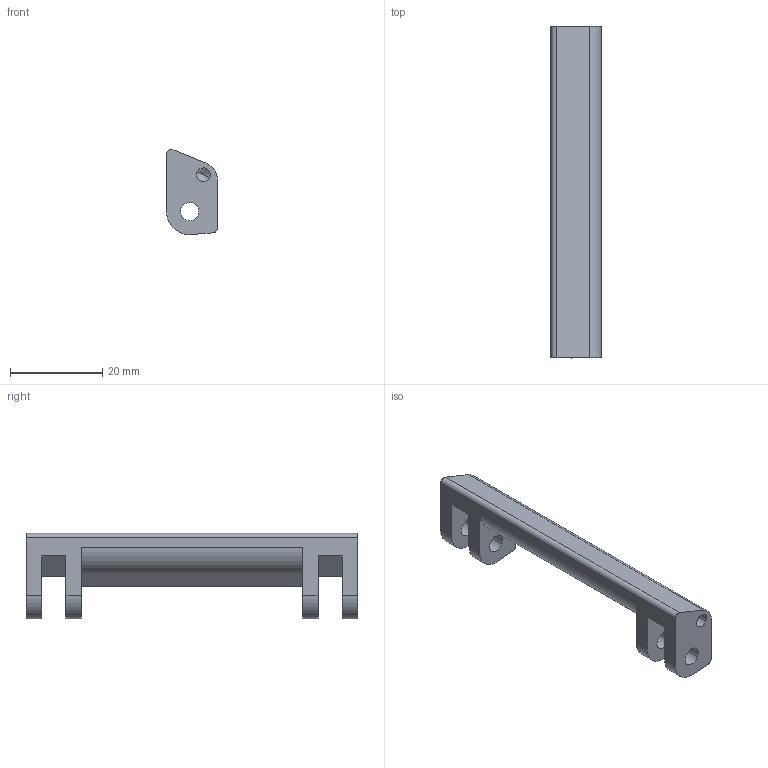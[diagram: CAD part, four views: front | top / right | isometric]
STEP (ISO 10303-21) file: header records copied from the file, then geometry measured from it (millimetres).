
FILE_DESCRIPTION(('CATIA V5 STEP Exchange'),'2;1');
FILE_NAME('Cale 2 - Couteaux - 02 monobloc.stp','2017-05-20T11:01:50+00:00',('none'),('none'),'CATIA Version 5 Release 16 (IN-10)','CATIA V5 STEP AP203','none');
FILE_SCHEMA(('CONFIG_CONTROL_DESIGN'));
Length unit declared in the file: millimetre
Products named in the file (1): Cale 2 - Couteaux - 02 monobloc
Bounding box: 11 x 72 x 18.5 mm (x, y, z)
Volume: 6382.2 mm3; surface area: 4095 mm2
Topology: 1 solids, 1 shells, 45 faces, 125 edges, 80 vertices
Faces by surface type: cylinder 23, plane 18, cone 4
Entity records: 1347 total; most frequent: ORIENTED_EDGE 242, CARTESIAN_POINT 229, DIRECTION 175, EDGE_CURVE 121, VERTEX_POINT 80, VECTOR 75, LINE 75, AXIS2_PLACEMENT_3D 74
